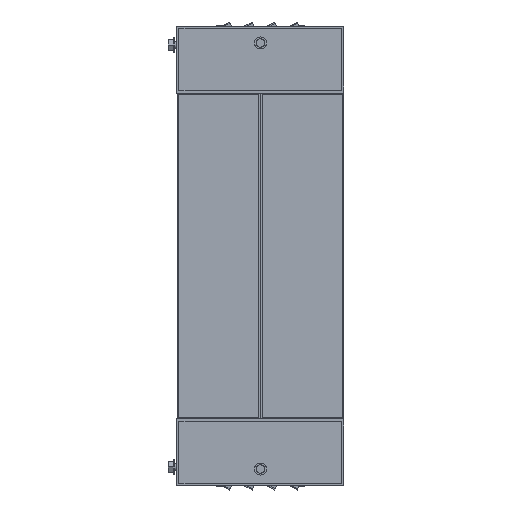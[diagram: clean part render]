
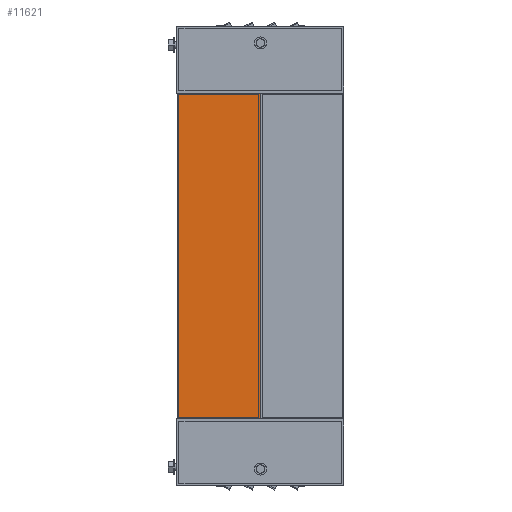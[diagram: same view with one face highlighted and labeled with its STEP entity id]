
A CAD part, left-side view. The second image highlights one B-rep face of the part: STEP entity #11621.
In plain terms, the highlighted planar face has unit normal (-1, 0, 0).
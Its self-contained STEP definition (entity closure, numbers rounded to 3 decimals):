
#1971 = DIRECTION ( 'NONE',  ( 0., -1., 0. ) ) ;
#2717 = DIRECTION ( 'NONE',  ( 0., 0., 1. ) ) ;
#3770 = VERTEX_POINT ( 'NONE', #4226 ) ;
#3791 = LINE ( 'NONE', #10883, #6011 ) ;
#3930 = VECTOR ( 'NONE', #13328, 1000. ) ;
#4205 = DIRECTION ( 'NONE',  ( 0., 0., 1. ) ) ;
#4226 = CARTESIAN_POINT ( 'NONE',  ( 0., -99.5, 495. ) ) ;
#5322 = CARTESIAN_POINT ( 'NONE',  ( 0., -99.5, 105. ) ) ;
#6011 = VECTOR ( 'NONE', #1971, 1000. ) ;
#6169 = EDGE_CURVE ( 'NONE', #3770, #22595, #15038, .T. ) ;
#6310 = CARTESIAN_POINT ( 'NONE',  ( 0., -99.5, 495. ) ) ;
#6609 = EDGE_LOOP ( 'NONE', ( #7786, #21086, #19280, #10993 ) ) ;
#6649 = AXIS2_PLACEMENT_3D ( 'NONE', #12480, #11428, #2717 ) ;
#6958 = VERTEX_POINT ( 'NONE', #5322 ) ;
#7783 = CARTESIAN_POINT ( 'NONE',  ( 0., -0.5, 495. ) ) ;
#7786 = ORIENTED_EDGE ( 'NONE', *, *, #6169, .T. ) ;
#7868 = LINE ( 'NONE', #19916, #12820 ) ;
#10883 = CARTESIAN_POINT ( 'NONE',  ( 0., -99.5, 105. ) ) ;
#10993 = ORIENTED_EDGE ( 'NONE', *, *, #17180, .T. ) ;
#11428 = DIRECTION ( 'NONE',  ( -1., 0., 0. ) ) ;
#11621 = ADVANCED_FACE ( 'NONE', ( #15901 ), #14180, .T. ) ;
#11895 = EDGE_CURVE ( 'NONE', #22595, #20109, #14268, .T. ) ;
#12114 = DIRECTION ( 'NONE',  ( 0., 0., -1. ) ) ;
#12403 = CARTESIAN_POINT ( 'NONE',  ( 0., -0.5, 105. ) ) ;
#12480 = CARTESIAN_POINT ( 'NONE',  ( 0., 0., 0. ) ) ;
#12820 = VECTOR ( 'NONE', #4205, 1000. ) ;
#13328 = DIRECTION ( 'NONE',  ( 0., 1., 0. ) ) ;
#14180 = PLANE ( 'NONE',  #6649 ) ;
#14268 = LINE ( 'NONE', #21412, #20605 ) ;
#15038 = LINE ( 'NONE', #6310, #3930 ) ;
#15901 = FACE_OUTER_BOUND ( 'NONE', #6609, .T. ) ;
#17180 = EDGE_CURVE ( 'NONE', #6958, #3770, #7868, .T. ) ;
#19280 = ORIENTED_EDGE ( 'NONE', *, *, #22404, .T. ) ;
#19916 = CARTESIAN_POINT ( 'NONE',  ( 0., -99.5, 495. ) ) ;
#20109 = VERTEX_POINT ( 'NONE', #12403 ) ;
#20605 = VECTOR ( 'NONE', #12114, 1000. ) ;
#21086 = ORIENTED_EDGE ( 'NONE', *, *, #11895, .T. ) ;
#21412 = CARTESIAN_POINT ( 'NONE',  ( 0., -0.5, 495. ) ) ;
#22404 = EDGE_CURVE ( 'NONE', #20109, #6958, #3791, .T. ) ;
#22595 = VERTEX_POINT ( 'NONE', #7783 ) ;
